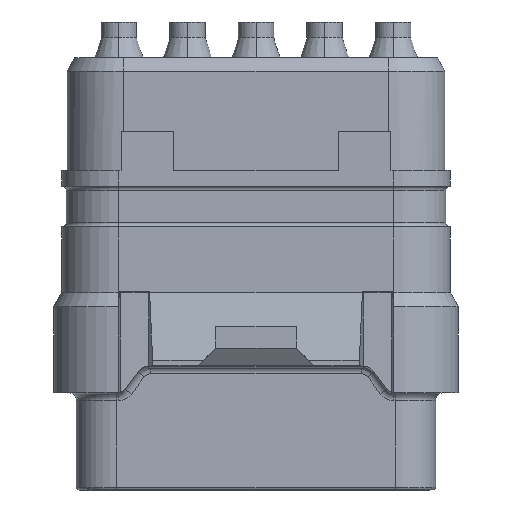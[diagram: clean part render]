
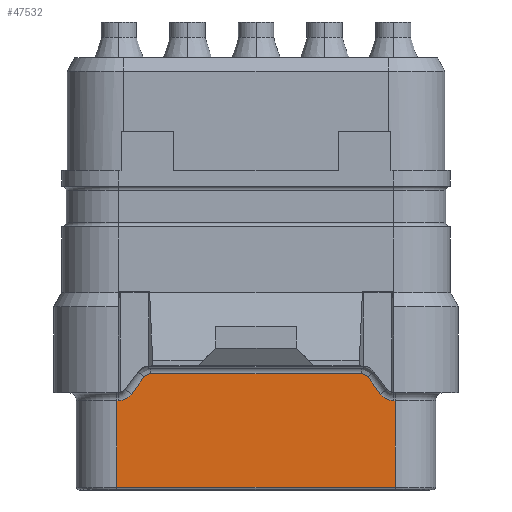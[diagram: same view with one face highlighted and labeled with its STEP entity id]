
A CAD part, front view. The second image highlights one B-rep face of the part: STEP entity #47532.
In plain terms, the highlighted planar face has unit normal (0, -1, 0).
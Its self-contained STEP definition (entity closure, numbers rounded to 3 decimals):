
#1192=DIRECTION('',(-0.6,0.,-0.8));
#1193=VECTOR('',#1192,0.8);
#1194=CARTESIAN_POINT('',(-4.14,-5.81,-7.65));
#1195=LINE('',#1194,#1193);
#1201=CARTESIAN_POINT('',(-3.9,-5.81,-7.83));
#1202=DIRECTION('',(0.,-1.,0.));
#1203=DIRECTION('',(0.,0.,1.));
#1204=AXIS2_PLACEMENT_3D('',#1201,#1202,#1203);
#1273=CARTESIAN_POINT('',(3.9,-5.81,-7.83));
#1274=DIRECTION('',(0.,-1.,0.));
#1275=DIRECTION('',(0.8,0.,0.6));
#1276=AXIS2_PLACEMENT_3D('',#1273,#1274,#1275);
#1339=DIRECTION('',(-1.,0.,0.));
#1340=VECTOR('',#1339,7.8);
#1341=CARTESIAN_POINT('',(3.9,-5.81,-7.53));
#1342=LINE('',#1341,#1340);
#1343=DIRECTION('',(0.,0.,-1.));
#1344=VECTOR('',#1343,3.21);
#1345=CARTESIAN_POINT('',(5.16,-5.81,-8.53));
#1346=LINE('',#1345,#1344);
#1352=DIRECTION('',(-1.,0.,0.));
#1353=VECTOR('',#1352,0.06);
#1354=CARTESIAN_POINT('',(-5.1,-5.81,-8.53));
#1355=LINE('',#1354,#1353);
#1408=DIRECTION('',(0.,0.,-1.));
#1409=VECTOR('',#1408,3.21);
#1410=CARTESIAN_POINT('',(-5.16,-5.81,-8.53));
#1411=LINE('',#1410,#1409);
#3542=DIRECTION('',(-1.,0.,0.));
#3543=VECTOR('',#3542,10.32);
#3544=CARTESIAN_POINT('',(5.16,-5.81,-11.74));
#3545=LINE('',#3544,#3543);
#4020=DIRECTION('',(-1.,0.,0.));
#4021=VECTOR('',#4020,0.06);
#4022=CARTESIAN_POINT('',(5.16,-5.81,-8.53));
#4023=LINE('',#4022,#4021);
#4029=CARTESIAN_POINT('',(5.1,-5.81,-7.93));
#4030=DIRECTION('',(0.,1.,0.));
#4031=DIRECTION('',(0.,0.,-1.));
#4032=AXIS2_PLACEMENT_3D('',#4029,#4030,#4031);
#4048=DIRECTION('',(-0.6,0.,0.8));
#4049=VECTOR('',#4048,0.8);
#4050=CARTESIAN_POINT('',(4.62,-5.81,-8.29));
#4051=LINE('',#4050,#4049);
#18661=CARTESIAN_POINT('',(-5.1,-5.81,-7.93));
#18662=DIRECTION('',(0.,1.,0.));
#18663=DIRECTION('',(0.8,0.,-0.6));
#18664=AXIS2_PLACEMENT_3D('',#18661,#18662,#18663);
#37865=CARTESIAN_POINT('',(5.16,-5.81,-11.74));
#37866=VERTEX_POINT('',#37865);
#37869=CARTESIAN_POINT('',(-5.16,-5.81,-11.74));
#37870=VERTEX_POINT('',#37869);
#37947=CARTESIAN_POINT('',(-5.16,-5.81,-8.53));
#37948=VERTEX_POINT('',#37947);
#37949=CARTESIAN_POINT('',(-5.1,-5.81,-8.53));
#37950=VERTEX_POINT('',#37949);
#37951=CARTESIAN_POINT('',(-4.62,-5.81,-8.29));
#37952=VERTEX_POINT('',#37951);
#37957=CARTESIAN_POINT('',(-4.14,-5.81,-7.65));
#37958=VERTEX_POINT('',#37957);
#37959=CARTESIAN_POINT('',(-3.9,-5.81,-7.53));
#37960=VERTEX_POINT('',#37959);
#37961=CARTESIAN_POINT('',(3.9,-5.81,-7.53));
#37962=VERTEX_POINT('',#37961);
#37963=CARTESIAN_POINT('',(4.14,-5.81,-7.65));
#37964=VERTEX_POINT('',#37963);
#37969=CARTESIAN_POINT('',(4.62,-5.81,-8.29));
#37970=VERTEX_POINT('',#37969);
#37971=CARTESIAN_POINT('',(5.1,-5.81,-8.53));
#37972=VERTEX_POINT('',#37971);
#37973=CARTESIAN_POINT('',(5.16,-5.81,-8.53));
#37974=VERTEX_POINT('',#37973);
#47505=CARTESIAN_POINT('',(5.16,-5.81,-8.23));
#47506=DIRECTION('',(0.,-1.,0.));
#47507=DIRECTION('',(-1.,0.,0.));
#47508=AXIS2_PLACEMENT_3D('',#47505,#47506,#47507);
#47509=PLANE('',#47508);
#47511=ORIENTED_EDGE('',*,*,#47510,.F.);
#47513=ORIENTED_EDGE('',*,*,#47512,.F.);
#47514=ORIENTED_EDGE('',*,*,#47311,.F.);
#47515=ORIENTED_EDGE('',*,*,#47341,.F.);
#47516=ORIENTED_EDGE('',*,*,#47499,.F.);
#47517=ORIENTED_EDGE('',*,*,#47426,.F.);
#47519=ORIENTED_EDGE('',*,*,#47518,.F.);
#47521=ORIENTED_EDGE('',*,*,#47520,.F.);
#47523=ORIENTED_EDGE('',*,*,#47522,.F.);
#47525=ORIENTED_EDGE('',*,*,#47524,.T.);
#47527=ORIENTED_EDGE('',*,*,#47526,.T.);
#47529=ORIENTED_EDGE('',*,*,#47528,.F.);
#47530=EDGE_LOOP('',(#47511,#47513,#47514,#47515,#47516,#47517,#47519,#47521,
#47523,#47525,#47527,#47529));
#47531=FACE_OUTER_BOUND('',#47530,.F.);
#47532=ADVANCED_FACE('',(#47531),#47509,.T.);
#1205=CIRCLE('',#1204,0.3);
#1277=CIRCLE('',#1276,0.3);
#4033=CIRCLE('',#4032,0.6);
#18665=CIRCLE('',#18664,0.6);
#47311=EDGE_CURVE('',#37958,#37952,#1195,.T.);
#47341=EDGE_CURVE('',#37960,#37958,#1205,.T.);
#47426=EDGE_CURVE('',#37964,#37962,#1277,.T.);
#47499=EDGE_CURVE('',#37962,#37960,#1342,.T.);
#47510=EDGE_CURVE('',#37950,#37948,#1355,.T.);
#47512=EDGE_CURVE('',#37952,#37950,#18665,.T.);
#47518=EDGE_CURVE('',#37970,#37964,#4051,.T.);
#47520=EDGE_CURVE('',#37972,#37970,#4033,.T.);
#47522=EDGE_CURVE('',#37974,#37972,#4023,.T.);
#47524=EDGE_CURVE('',#37974,#37866,#1346,.T.);
#47526=EDGE_CURVE('',#37866,#37870,#3545,.T.);
#47528=EDGE_CURVE('',#37948,#37870,#1411,.T.);
